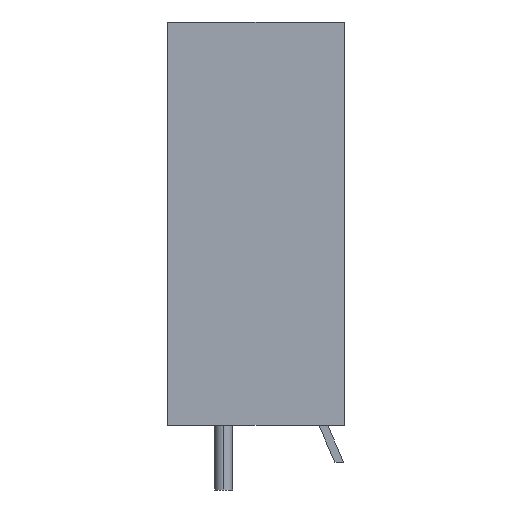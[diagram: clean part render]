
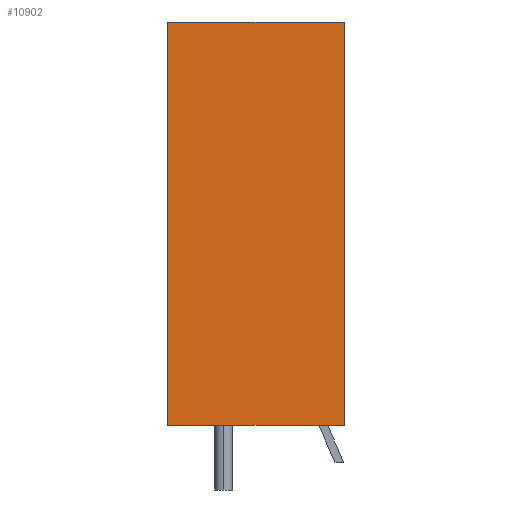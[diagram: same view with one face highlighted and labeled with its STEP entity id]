
A CAD part, left-side view. The second image highlights one B-rep face of the part: STEP entity #10902.
In plain terms, the highlighted planar face has unit normal (-1, 0, 0).
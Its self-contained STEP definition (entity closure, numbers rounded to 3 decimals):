
#578 = CARTESIAN_POINT ( 'NONE',  ( -7.5, 5.455, 12.5 ) ) ;
#1431 = VECTOR ( 'NONE', #5412, 1000. ) ;
#1678 = CARTESIAN_POINT ( 'NONE',  ( -7.5, -5.455, 12.5 ) ) ;
#1721 = VERTEX_POINT ( 'NONE', #2895 ) ;
#1883 = VERTEX_POINT ( 'NONE', #5446 ) ;
#2207 = EDGE_CURVE ( 'NONE', #11907, #1721, #11577, .T. ) ;
#2258 = CARTESIAN_POINT ( 'NONE',  ( -7.5, -5.455, 12.5 ) ) ;
#2454 = DIRECTION ( 'NONE',  ( 0., 1., 0. ) ) ;
#2685 = CARTESIAN_POINT ( 'NONE',  ( -7.5, -5.455, 12.5 ) ) ;
#2895 = CARTESIAN_POINT ( 'NONE',  ( -7.5, -5.455, -12.5 ) ) ;
#3767 = DIRECTION ( 'NONE',  ( 0., -1., 0. ) ) ;
#4121 = DIRECTION ( 'NONE',  ( 0., -1., 0. ) ) ;
#4325 = LINE ( 'NONE', #5353, #6231 ) ;
#4360 = VECTOR ( 'NONE', #3767, 1000. ) ;
#4580 = LINE ( 'NONE', #578, #1431 ) ;
#4800 = ORIENTED_EDGE ( 'NONE', *, *, #4985, .F. ) ;
#4985 = EDGE_CURVE ( 'NONE', #9887, #11907, #6742, .T. ) ;
#5018 = VECTOR ( 'NONE', #8205, 1000. ) ;
#5353 = CARTESIAN_POINT ( 'NONE',  ( -7.5, -5.455, -12.5 ) ) ;
#5404 = EDGE_CURVE ( 'NONE', #9887, #1883, #4580, .T. ) ;
#5412 = DIRECTION ( 'NONE',  ( 0., 0., -1. ) ) ;
#5446 = CARTESIAN_POINT ( 'NONE',  ( -7.5, 5.455, -12.5 ) ) ;
#6225 = DIRECTION ( 'NONE',  ( 1., 0., 0. ) ) ;
#6231 = VECTOR ( 'NONE', #4121, 1000. ) ;
#6704 = ORIENTED_EDGE ( 'NONE', *, *, #12136, .T. ) ;
#6742 = LINE ( 'NONE', #1678, #4360 ) ;
#7797 = EDGE_LOOP ( 'NONE', ( #6704, #10866, #4800, #9924 ) ) ;
#8205 = DIRECTION ( 'NONE',  ( 0., 0., -1. ) ) ;
#8441 = CARTESIAN_POINT ( 'NONE',  ( -7.5, 5.455, 12.5 ) ) ;
#8989 = AXIS2_PLACEMENT_3D ( 'NONE', #2258, #6225, #2454 ) ;
#9887 = VERTEX_POINT ( 'NONE', #8441 ) ;
#9924 = ORIENTED_EDGE ( 'NONE', *, *, #5404, .T. ) ;
#10425 = FACE_OUTER_BOUND ( 'NONE', #7797, .T. ) ;
#10866 = ORIENTED_EDGE ( 'NONE', *, *, #2207, .F. ) ;
#10902 = ADVANCED_FACE ( 'NONE', ( #10425 ), #11337, .F. ) ;
#11337 = PLANE ( 'NONE',  #8989 ) ;
#11577 = LINE ( 'NONE', #2685, #5018 ) ;
#11907 = VERTEX_POINT ( 'NONE', #12782 ) ;
#12136 = EDGE_CURVE ( 'NONE', #1883, #1721, #4325, .T. ) ;
#12782 = CARTESIAN_POINT ( 'NONE',  ( -7.5, -5.455, 12.5 ) ) ;
